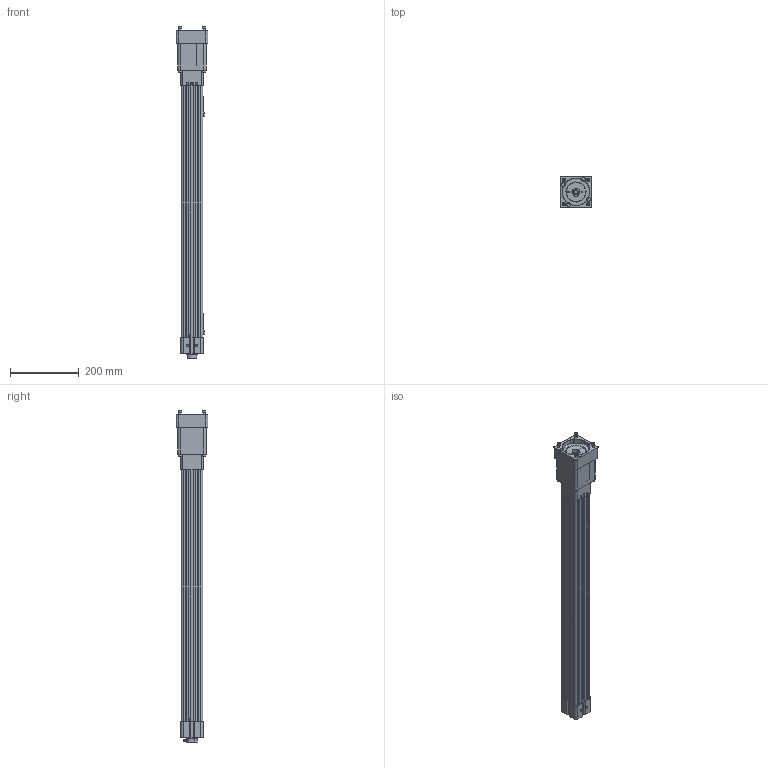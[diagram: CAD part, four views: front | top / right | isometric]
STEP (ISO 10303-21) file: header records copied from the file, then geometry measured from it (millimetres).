
FILE_DESCRIPTION (( 'STEP AP203' ), '1' );
FILE_NAME ('RS-485273-1.step', '2025-04-02T14:33:15', ( '' ), ( '' ), 'SwSTEP 2.0', 'SolidWorks 2024', '' );
FILE_SCHEMA (( 'CONFIG_CONTROL_DESIGN' ));
Length unit declared in the file: inch
Products named in the file (4): RS-485273-1; tempJoin1_11329333_RS-485273-1; 11249810_RS-485273-1; Base_RS-485273-1
Assembly tree (4 placements, depth 2):
  RS-485273-1
    11249810_RS-485273-1  x2
    tempJoin1_11329333_RS-485273-1
    Base_RS-485273-1
Bounding box: 93.17 x 93.17 x 967.46 mm (x, y, z)
Volume: 3019469.2 mm3; surface area: 605278.5 mm2
Topology: 4 solids, 47 shells, 1483 faces, 3687 edges, 2406 vertices
Faces by surface type: plane 853, cylinder 329, bspline 126, cone 103, torus 72
Full cylindrical faces by diameter (mm): 1 x4, 2.25 x4, 2.362 x2, 2.5 x8, 4.2 x4, 4.762 x1, 4.763 x1, 4.768 x2, 4.826 x2, 4.978 x12, 5 x14, 5.001 x4, 5.61 x4, 5.999 x4, 6 x12, 6.38 x4, 6.477 x1, 6.528 x6, 6.756 x4, 7.14 x4, 7.938 x2, 8.433 x2, 8.5 x4, 8.738 x2, 9.5 x4, 9.921 x1, 10 x20, 11.1 x6, 11.176 x4, 11.938 x4
Entity records: 39034 total; most frequent: CARTESIAN_POINT 9546, DIRECTION 6018, ORIENTED_EDGE 5570, EDGE_CURVE 2785, AXIS2_PLACEMENT_3D 2209, VERTEX_POINT 1941, EDGE_LOOP 1740, LINE 1600
